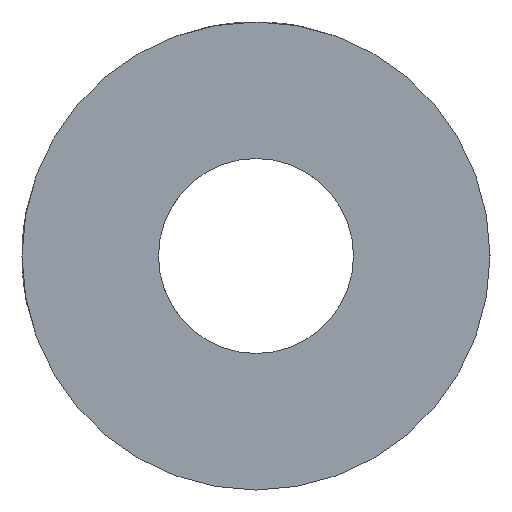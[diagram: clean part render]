
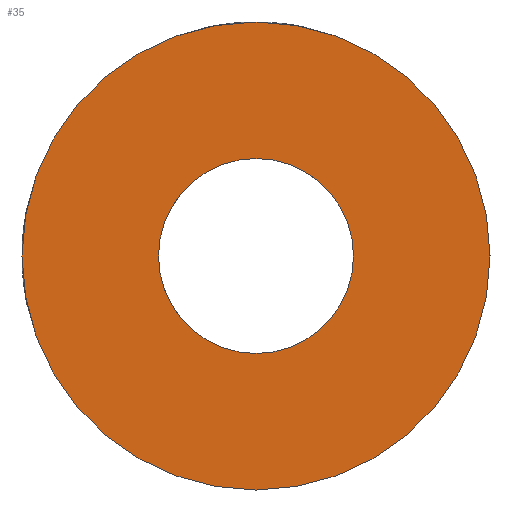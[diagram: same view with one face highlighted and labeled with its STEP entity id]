
A CAD part, left-side view. The second image highlights one B-rep face of the part: STEP entity #35.
In plain terms, the highlighted planar face has unit normal (-1, 0, 0).
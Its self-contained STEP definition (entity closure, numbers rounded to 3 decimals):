
#4 = CARTESIAN_POINT ( 'NONE',  ( 0., 0., 2.5 ) ) ;
#21 = CARTESIAN_POINT ( 'NONE',  ( 0., 0., 0. ) ) ;
#28 = DIRECTION ( 'NONE',  ( 1., 0., 0. ) ) ;
#30 = DIRECTION ( 'NONE',  ( 0., 0., -1. ) ) ;
#32 = EDGE_CURVE ( 'NONE', #398, #507, #688, .T. ) ;
#33 = CARTESIAN_POINT ( 'NONE',  ( 0., 0., -2.5 ) ) ;
#35 = ADVANCED_FACE ( 'NONE', ( #222, #502 ), #657, .T. ) ;
#82 = CARTESIAN_POINT ( 'NONE',  ( 0., 0., -6. ) ) ;
#85 = EDGE_LOOP ( 'NONE', ( #510, #107 ) ) ;
#107 = ORIENTED_EDGE ( 'NONE', *, *, #32, .F. ) ;
#116 = AXIS2_PLACEMENT_3D ( 'NONE', #21, #358, #357 ) ;
#169 = CARTESIAN_POINT ( 'NONE',  ( 0., 0., 0. ) ) ;
#204 = DIRECTION ( 'NONE',  ( 1., 0., 0. ) ) ;
#222 = FACE_BOUND ( 'NONE', #573, .T. ) ;
#223 = DIRECTION ( 'NONE',  ( 0., 0., -1. ) ) ;
#238 = AXIS2_PLACEMENT_3D ( 'NONE', #490, #324, #223 ) ;
#258 = DIRECTION ( 'NONE',  ( 0., 0., -1. ) ) ;
#277 = VERTEX_POINT ( 'NONE', #33 ) ;
#305 = CIRCLE ( 'NONE', #570, 6. ) ;
#324 = DIRECTION ( 'NONE',  ( 1., 0., 0. ) ) ;
#347 = DIRECTION ( 'NONE',  ( -1., 0., 0. ) ) ;
#350 = VERTEX_POINT ( 'NONE', #4 ) ;
#353 = EDGE_CURVE ( 'NONE', #350, #277, #515, .T. ) ;
#357 = DIRECTION ( 'NONE',  ( 0., 0., -1. ) ) ;
#358 = DIRECTION ( 'NONE',  ( 1., 0., 0. ) ) ;
#398 = VERTEX_POINT ( 'NONE', #447 ) ;
#447 = CARTESIAN_POINT ( 'NONE',  ( 0., 0., 6. ) ) ;
#456 = CARTESIAN_POINT ( 'NONE',  ( 0., 2.5, 0. ) ) ;
#490 = CARTESIAN_POINT ( 'NONE',  ( 0., 0., 0. ) ) ;
#498 = EDGE_CURVE ( 'NONE', #507, #398, #305, .T. ) ;
#502 = FACE_OUTER_BOUND ( 'NONE', #85, .T. ) ;
#505 = DIRECTION ( 'NONE',  ( 0., 0., 1. ) ) ;
#507 = VERTEX_POINT ( 'NONE', #82 ) ;
#510 = ORIENTED_EDGE ( 'NONE', *, *, #498, .F. ) ;
#513 = AXIS2_PLACEMENT_3D ( 'NONE', #169, #204, #258 ) ;
#515 = CIRCLE ( 'NONE', #238, 2.5 ) ;
#527 = ORIENTED_EDGE ( 'NONE', *, *, #353, .T. ) ;
#534 = CARTESIAN_POINT ( 'NONE',  ( 0., 0., 0. ) ) ;
#542 = CIRCLE ( 'NONE', #116, 2.5 ) ;
#570 = AXIS2_PLACEMENT_3D ( 'NONE', #534, #28, #30 ) ;
#573 = EDGE_LOOP ( 'NONE', ( #664, #527 ) ) ;
#616 = AXIS2_PLACEMENT_3D ( 'NONE', #456, #347, #505 ) ;
#655 = EDGE_CURVE ( 'NONE', #277, #350, #542, .T. ) ;
#657 = PLANE ( 'NONE',  #616 ) ;
#664 = ORIENTED_EDGE ( 'NONE', *, *, #655, .T. ) ;
#688 = CIRCLE ( 'NONE', #513, 6. ) ;
